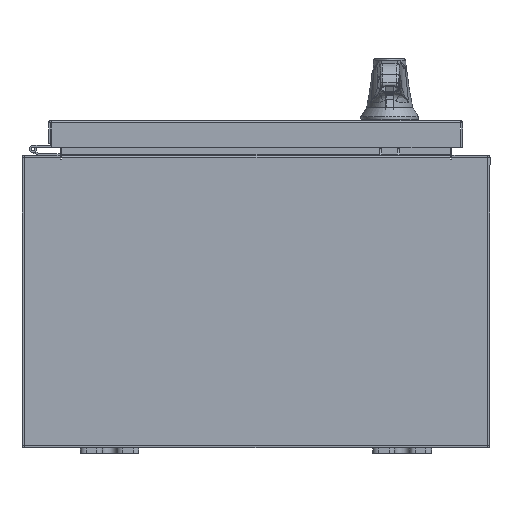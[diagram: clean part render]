
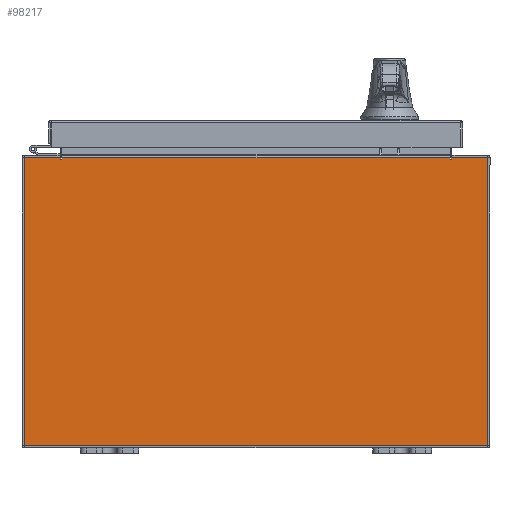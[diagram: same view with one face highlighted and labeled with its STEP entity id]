
A CAD part, front view. The second image highlights one B-rep face of the part: STEP entity #98217.
In plain terms, the highlighted face is planar.
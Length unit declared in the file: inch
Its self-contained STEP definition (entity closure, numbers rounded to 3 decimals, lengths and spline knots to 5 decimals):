
#2148 = CARTESIAN_POINT ( 'NONE',  ( 0., 0., 0. ) ) ;
#5240 = VERTEX_POINT ( 'NONE', #32259 ) ;
#6010 = LINE ( 'NONE', #31960, #93106 ) ;
#7016 = EDGE_CURVE ( 'NONE', #77947, #13868, #93508, .T. ) ;
#7148 = CARTESIAN_POINT ( 'NONE',  ( 6.6372, 0., 4.9123 ) ) ;
#7907 = EDGE_CURVE ( 'NONE', #74095, #62820, #55283, .T. ) ;
#8366 = DIRECTION ( 'NONE',  ( 0., 0., -1. ) ) ;
#9164 = EDGE_LOOP ( 'NONE', ( #70447, #35749, #84597, #48992, #11533, #75652, #100939, #82735, #55655, #50218, #90545, #92873 ) ) ;
#9368 = DIRECTION ( 'NONE',  ( 0., 1., 0. ) ) ;
#11222 = LINE ( 'NONE', #76083, #56054 ) ;
#11533 = ORIENTED_EDGE ( 'NONE', *, *, #100725, .F. ) ;
#12322 = EDGE_CURVE ( 'NONE', #81055, #38464, #6010, .T. ) ;
#12400 = LINE ( 'NONE', #88126, #99483 ) ;
#12858 = AXIS2_PLACEMENT_3D ( 'NONE', #2148, #86638, #36177 ) ;
#13224 = EDGE_CURVE ( 'NONE', #16128, #38464, #11222, .T. ) ;
#13868 = VERTEX_POINT ( 'NONE', #104462 ) ;
#14474 = EDGE_CURVE ( 'NONE', #17410, #16128, #104744, .T. ) ;
#16128 = VERTEX_POINT ( 'NONE', #61480 ) ;
#16971 = CARTESIAN_POINT ( 'NONE',  ( -7.9253, 0., 4.9253 ) ) ;
#17165 = VECTOR ( 'NONE', #37722, 39.37008 ) ;
#17410 = VERTEX_POINT ( 'NONE', #72207 ) ;
#18430 = CARTESIAN_POINT ( 'NONE',  ( 6.6372, 0., 0. ) ) ;
#19158 = DIRECTION ( 'NONE',  ( 0., 0., 1. ) ) ;
#21037 = EDGE_CURVE ( 'NONE', #84356, #77947, #86340, .T. ) ;
#21989 = CARTESIAN_POINT ( 'NONE',  ( -6.6372, 0., 4.9123 ) ) ;
#25909 = AXIS2_PLACEMENT_3D ( 'NONE', #59900, #9368, #68340 ) ;
#26541 = LINE ( 'NONE', #18430, #79277 ) ;
#27681 = PLANE ( 'NONE',  #12858 ) ;
#29258 = CARTESIAN_POINT ( 'NONE',  ( -7.9253, 0., 4.9253 ) ) ;
#31960 = CARTESIAN_POINT ( 'NONE',  ( -6.67455, 0., 0. ) ) ;
#32259 = CARTESIAN_POINT ( 'NONE',  ( 7.9253, 0., 4.9253 ) ) ;
#32323 = DIRECTION ( 'NONE',  ( 0., 0., 1. ) ) ;
#35749 = ORIENTED_EDGE ( 'NONE', *, *, #77987, .F. ) ;
#36177 = DIRECTION ( 'NONE',  ( 0., 0., -1. ) ) ;
#37722 = DIRECTION ( 'NONE',  ( 1., 0., 0. ) ) ;
#37933 = CARTESIAN_POINT ( 'NONE',  ( 7.9253, 0., 4.9253 ) ) ;
#38038 = CARTESIAN_POINT ( 'NONE',  ( 6.65587, 0., 4.87495 ) ) ;
#38464 = VERTEX_POINT ( 'NONE', #58833 ) ;
#41553 = VECTOR ( 'NONE', #8366, 39.37008 ) ;
#42797 = VECTOR ( 'NONE', #19158, 39.37008 ) ;
#46827 = CIRCLE ( 'NONE', #25909, 0.01868 ) ;
#48381 = LINE ( 'NONE', #37933, #70777 ) ;
#48992 = ORIENTED_EDGE ( 'NONE', *, *, #76686, .T. ) ;
#50218 = ORIENTED_EDGE ( 'NONE', *, *, #91209, .T. ) ;
#52387 = CARTESIAN_POINT ( 'NONE',  ( -6.6372, 0., 0. ) ) ;
#52780 = DIRECTION ( 'NONE',  ( 0., 1., 0. ) ) ;
#53014 = EDGE_CURVE ( 'NONE', #84356, #5240, #101551, .T. ) ;
#54812 = LINE ( 'NONE', #21989, #74659 ) ;
#55283 = LINE ( 'NONE', #52387, #98683 ) ;
#55655 = ORIENTED_EDGE ( 'NONE', *, *, #59467, .T. ) ;
#56054 = VECTOR ( 'NONE', #59156, 39.37008 ) ;
#56772 = DIRECTION ( 'NONE',  ( 0., 0., -1. ) ) ;
#58833 = CARTESIAN_POINT ( 'NONE',  ( -6.67455, 0., 4.9253 ) ) ;
#58884 = CARTESIAN_POINT ( 'NONE',  ( 6.67455, 0., 0. ) ) ;
#59156 = DIRECTION ( 'NONE',  ( 1., 0., 0. ) ) ;
#59305 = FACE_OUTER_BOUND ( 'NONE', #9164, .T. ) ;
#59467 = EDGE_CURVE ( 'NONE', #5240, #91775, #48381, .T. ) ;
#59900 = CARTESIAN_POINT ( 'NONE',  ( -6.65588, 0., 4.87495 ) ) ;
#60574 = DIRECTION ( 'NONE',  ( 0., 0., -1. ) ) ;
#61480 = CARTESIAN_POINT ( 'NONE',  ( -7.9253, 0., 4.9253 ) ) ;
#62820 = VERTEX_POINT ( 'NONE', #63496 ) ;
#63492 = CARTESIAN_POINT ( 'NONE',  ( -6.6372, 0., 4.9123 ) ) ;
#63496 = CARTESIAN_POINT ( 'NONE',  ( -6.6372, 0., 4.87495 ) ) ;
#68340 = DIRECTION ( 'NONE',  ( 0., 0., -1. ) ) ;
#70447 = ORIENTED_EDGE ( 'NONE', *, *, #12322, .F. ) ;
#70777 = VECTOR ( 'NONE', #96896, 39.37008 ) ;
#71753 = CARTESIAN_POINT ( 'NONE',  ( 7.9253, 0., -4.9253 ) ) ;
#72207 = CARTESIAN_POINT ( 'NONE',  ( -7.9253, 0., -4.9253 ) ) ;
#72451 = DIRECTION ( 'NONE',  ( 1., 0., 0. ) ) ;
#74095 = VERTEX_POINT ( 'NONE', #63492 ) ;
#74659 = VECTOR ( 'NONE', #72451, 39.37008 ) ;
#75652 = ORIENTED_EDGE ( 'NONE', *, *, #7016, .F. ) ;
#76083 = CARTESIAN_POINT ( 'NONE',  ( -7.9253, 0., 4.9253 ) ) ;
#76686 = EDGE_CURVE ( 'NONE', #74095, #87342, #54812, .T. ) ;
#77947 = VERTEX_POINT ( 'NONE', #93064 ) ;
#77987 = EDGE_CURVE ( 'NONE', #62820, #81055, #46827, .T. ) ;
#78989 = CARTESIAN_POINT ( 'NONE',  ( 6.67455, 0., 4.9253 ) ) ;
#79277 = VECTOR ( 'NONE', #85870, 39.37008 ) ;
#80323 = AXIS2_PLACEMENT_3D ( 'NONE', #38038, #52780, #60574 ) ;
#81055 = VERTEX_POINT ( 'NONE', #92538 ) ;
#82735 = ORIENTED_EDGE ( 'NONE', *, *, #53014, .T. ) ;
#84356 = VERTEX_POINT ( 'NONE', #78989 ) ;
#84597 = ORIENTED_EDGE ( 'NONE', *, *, #7907, .F. ) ;
#85870 = DIRECTION ( 'NONE',  ( 0., 0., 1. ) ) ;
#86340 = LINE ( 'NONE', #58884, #41553 ) ;
#86638 = DIRECTION ( 'NONE',  ( 0., -1., 0. ) ) ;
#87342 = VERTEX_POINT ( 'NONE', #7148 ) ;
#88126 = CARTESIAN_POINT ( 'NONE',  ( -7.9253, 0., -4.9253 ) ) ;
#90545 = ORIENTED_EDGE ( 'NONE', *, *, #14474, .T. ) ;
#91209 = EDGE_CURVE ( 'NONE', #91775, #17410, #12400, .T. ) ;
#91775 = VERTEX_POINT ( 'NONE', #71753 ) ;
#92538 = CARTESIAN_POINT ( 'NONE',  ( -6.67455, 0., 4.87495 ) ) ;
#92873 = ORIENTED_EDGE ( 'NONE', *, *, #13224, .T. ) ;
#93064 = CARTESIAN_POINT ( 'NONE',  ( 6.67455, 0., 4.87495 ) ) ;
#93106 = VECTOR ( 'NONE', #32323, 39.37008 ) ;
#93508 = CIRCLE ( 'NONE', #80323, 0.01868 ) ;
#96896 = DIRECTION ( 'NONE',  ( 0., 0., -1. ) ) ;
#98217 = ADVANCED_FACE ( 'NONE', ( #59305 ), #27681, .F. ) ;
#98683 = VECTOR ( 'NONE', #56772, 39.37008 ) ;
#99483 = VECTOR ( 'NONE', #105065, 39.37008 ) ;
#100725 = EDGE_CURVE ( 'NONE', #13868, #87342, #26541, .T. ) ;
#100939 = ORIENTED_EDGE ( 'NONE', *, *, #21037, .F. ) ;
#101551 = LINE ( 'NONE', #29258, #17165 ) ;
#104462 = CARTESIAN_POINT ( 'NONE',  ( 6.6372, 0., 4.87495 ) ) ;
#104744 = LINE ( 'NONE', #16971, #42797 ) ;
#105065 = DIRECTION ( 'NONE',  ( -1., 0., 0. ) ) ;
